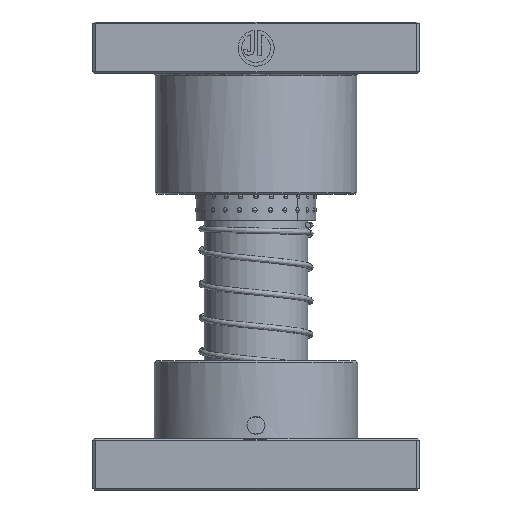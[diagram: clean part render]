
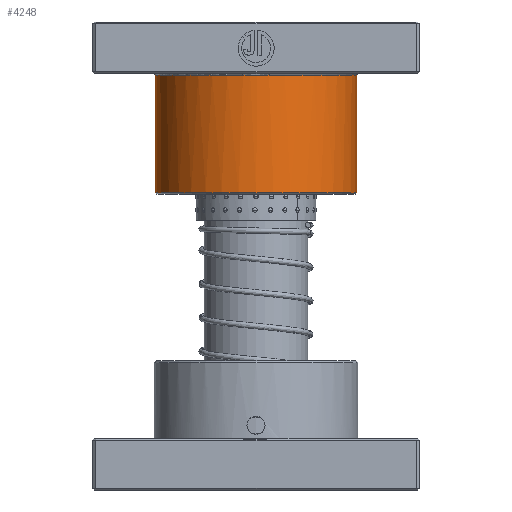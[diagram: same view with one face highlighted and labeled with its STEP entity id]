
A CAD part, front view. The second image highlights one B-rep face of the part: STEP entity #4248.
In plain terms, the highlighted cylindrical face has radius 58.5 mm (diameter 117 mm), a partial arc.
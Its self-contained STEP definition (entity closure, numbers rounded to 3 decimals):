
#361 = CIRCLE ( 'NONE', #47804, 58.5 ) ;
#519 = CIRCLE ( 'NONE', #69069, 58.5 ) ;
#538 = FACE_OUTER_BOUND ( 'NONE', #34798, .T. ) ;
#1059 = VERTEX_POINT ( 'NONE', #49070 ) ;
#1079 = CIRCLE ( 'NONE', #29516, 58.5 ) ;
#3143 = CARTESIAN_POINT ( 'NONE',  ( 0., 0., 100. ) ) ;
#3293 = CARTESIAN_POINT ( 'NONE',  ( -58.5, 0., 99. ) ) ;
#3739 = CARTESIAN_POINT ( 'NONE',  ( -7.568, 58.008, 31. ) ) ;
#4248 = ADVANCED_FACE ( 'NONE', ( #538 ), #72433, .T. ) ;
#5327 = DIRECTION ( 'NONE',  ( 1., 0., 0. ) ) ;
#5961 = VECTOR ( 'NONE', #55925, 1000. ) ;
#8844 = CARTESIAN_POINT ( 'NONE',  ( 0., 0., 31. ) ) ;
#8883 = DIRECTION ( 'NONE',  ( 0., 0., -1. ) ) ;
#9206 = CARTESIAN_POINT ( 'NONE',  ( 6.312, 58.172, 31. ) ) ;
#9731 = CARTESIAN_POINT ( 'NONE',  ( 58.5, 0., 31. ) ) ;
#13386 = VERTEX_POINT ( 'NONE', #3293 ) ;
#14530 = DIRECTION ( 'NONE',  ( 1., 0., 0. ) ) ;
#16202 = CARTESIAN_POINT ( 'NONE',  ( 58.5, 0., 100. ) ) ;
#16495 = EDGE_CURVE ( 'NONE', #13386, #29520, #39750, .T. ) ;
#18234 = EDGE_CURVE ( 'NONE', #21498, #29520, #1079, .T. ) ;
#20662 = CARTESIAN_POINT ( 'NONE',  ( 5.054, 58.295, 30.961 ) ) ;
#21084 = LINE ( 'NONE', #16202, #5961 ) ;
#21498 = VERTEX_POINT ( 'NONE', #63719 ) ;
#22506 = EDGE_CURVE ( 'NONE', #1059, #21498, #69852, .T. ) ;
#23902 = CARTESIAN_POINT ( 'NONE',  ( 0., 0., 31. ) ) ;
#24665 = VECTOR ( 'NONE', #43992, 1000. ) ;
#26389 = CARTESIAN_POINT ( 'NONE',  ( 1.273, 58.5, 30.866 ) ) ;
#29516 = AXIS2_PLACEMENT_3D ( 'NONE', #8844, #48520, #14530 ) ;
#29520 = VERTEX_POINT ( 'NONE', #39702 ) ;
#29629 = DIRECTION ( 'NONE',  ( 1., 0., 0. ) ) ;
#29794 = ORIENTED_EDGE ( 'NONE', *, *, #16495, .F. ) ;
#32131 = CARTESIAN_POINT ( 'NONE',  ( -2.521, 58.459, 30.893 ) ) ;
#33880 = VERTEX_POINT ( 'NONE', #47418 ) ;
#34798 = EDGE_LOOP ( 'NONE', ( #50455, #64492, #61655, #60675, #40946, #29794 ) ) ;
#35121 = EDGE_CURVE ( 'NONE', #13386, #33880, #519, .T. ) ;
#37188 = DIRECTION ( 'NONE',  ( -1., 0., 0. ) ) ;
#37747 = CARTESIAN_POINT ( 'NONE',  ( -6.311, 58.172, 31. ) ) ;
#39325 = DIRECTION ( 'NONE',  ( 0., 0., -1. ) ) ;
#39702 = CARTESIAN_POINT ( 'NONE',  ( -58.5, 0., 31. ) ) ;
#39750 = LINE ( 'NONE', #66583, #24665 ) ;
#40946 = ORIENTED_EDGE ( 'NONE', *, *, #18234, .T. ) ;
#43577 = EDGE_CURVE ( 'NONE', #53405, #1059, #361, .T. ) ;
#43992 = DIRECTION ( 'NONE',  ( 0., 0., -1. ) ) ;
#47418 = CARTESIAN_POINT ( 'NONE',  ( 58.5, 0., 99. ) ) ;
#47804 = AXIS2_PLACEMENT_3D ( 'NONE', #23902, #63546, #29629 ) ;
#48520 = DIRECTION ( 'NONE',  ( 0., 0., 1. ) ) ;
#49070 = CARTESIAN_POINT ( 'NONE',  ( 7.568, 58.008, 31. ) ) ;
#50455 = ORIENTED_EDGE ( 'NONE', *, *, #35121, .T. ) ;
#52029 = EDGE_CURVE ( 'NONE', #33880, #53405, #21084, .T. ) ;
#53405 = VERTEX_POINT ( 'NONE', #9731 ) ;
#55925 = DIRECTION ( 'NONE',  ( 0., 0., -1. ) ) ;
#60363 = CARTESIAN_POINT ( 'NONE',  ( 2.534, 58.459, 30.893 ) ) ;
#60675 = ORIENTED_EDGE ( 'NONE', *, *, #22506, .T. ) ;
#61655 = ORIENTED_EDGE ( 'NONE', *, *, #43577, .T. ) ;
#63546 = DIRECTION ( 'NONE',  ( 0., 0., 1. ) ) ;
#63719 = CARTESIAN_POINT ( 'NONE',  ( -7.568, 58.008, 31. ) ) ;
#64492 = ORIENTED_EDGE ( 'NONE', *, *, #52029, .T. ) ;
#65539 = CARTESIAN_POINT ( 'NONE',  ( 7.568, 58.008, 31. ) ) ;
#66009 = CARTESIAN_POINT ( 'NONE',  ( -1.254, 58.5, 30.866 ) ) ;
#66583 = CARTESIAN_POINT ( 'NONE',  ( -58.5, 0., 100. ) ) ;
#69069 = AXIS2_PLACEMENT_3D ( 'NONE', #73259, #39325, #5327 ) ;
#69277 = AXIS2_PLACEMENT_3D ( 'NONE', #3143, #8883, #37188 ) ;
#69852 = B_SPLINE_CURVE_WITH_KNOTS ( 'NONE', 3,
 ( #65539, #9206, #20662, #60363, #26389, #66009, #32131, #71716, #37747, #3739 ),
 .UNSPECIFIED., .F., .F.,
 ( 4, 2, 2, 2, 4 ),
 ( 0., 0.004, 0.008, 0.011, 0.015 ),
 .UNSPECIFIED. ) ;
#71716 = CARTESIAN_POINT ( 'NONE',  ( -5.049, 58.295, 30.961 ) ) ;
#72433 = CYLINDRICAL_SURFACE ( 'NONE', #69277, 58.5 ) ;
#73259 = CARTESIAN_POINT ( 'NONE',  ( 0., 0., 99. ) ) ;
